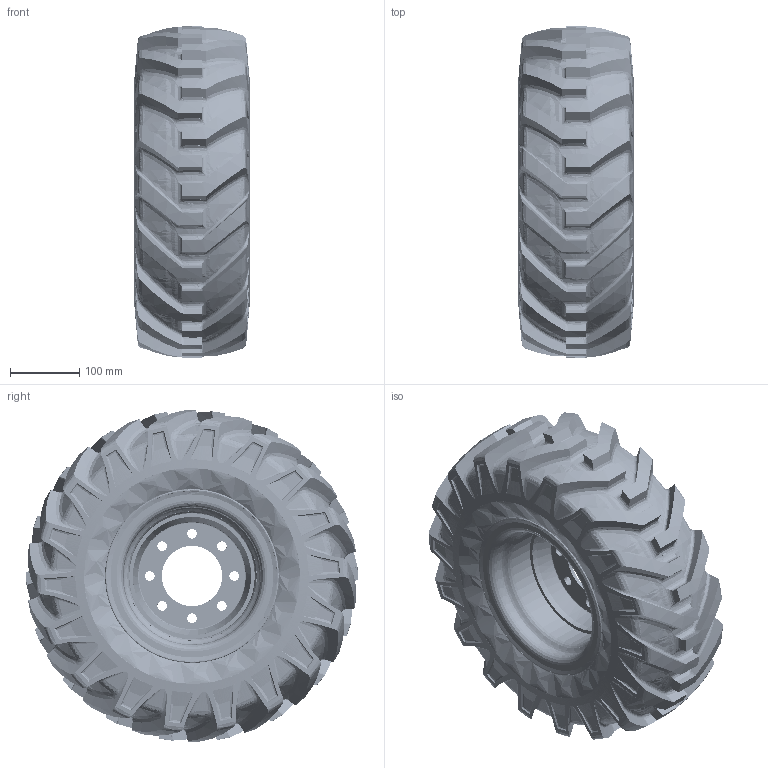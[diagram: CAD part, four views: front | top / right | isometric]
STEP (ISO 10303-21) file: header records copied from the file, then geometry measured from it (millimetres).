
FILE_DESCRIPTION(('FreeCAD Model'),'2;1');
FILE_NAME('Open CASCADE Shape Model','2025-05-04T15:31:02',('FreeCAD'),( 'FreeCAD'),'Open CASCADE STEP processor 7.6','FreeCAD','Unknown');
FILE_SCHEMA(('AUTOMOTIVE_DESIGN { 1 0 10303 214 1 1 1 1 }'));
Products named in the file (1): Open CASCADE STEP translator 7.6 1
Bounding box: 167.61 x 478.73 x 477.75 mm (x, y, z)
Surface area: 14239755.1 mm2 (no closed solid volume)
Topology: 0 solids, 1452 shells, 1470 faces, 7047 edges, 6628 vertices
Faces by surface type: bspline 1470
Entity records: 105077 total; most frequent: CARTESIAN_POINT 71507, ORIENTED_EDGE 7394, EDGE_CURVE 7011, VERTEX_POINT 6628, B_SPLINE_CURVE_WITH_KNOTS 4759, FACE_BOUND 1565, EDGE_LOOP 1565, ADVANCED_FACE 1470
